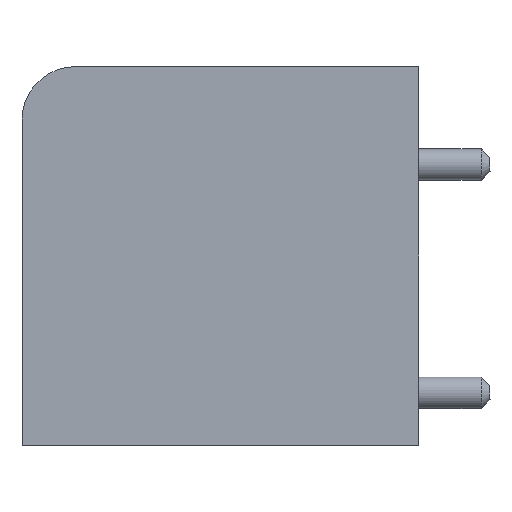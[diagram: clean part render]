
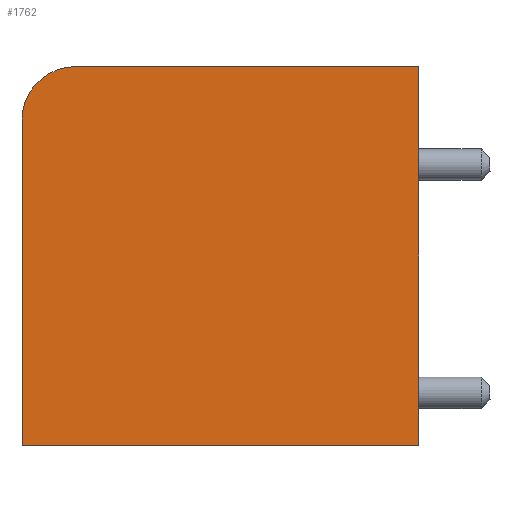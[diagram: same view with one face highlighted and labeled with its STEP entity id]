
A CAD part, left-side view. The second image highlights one B-rep face of the part: STEP entity #1762.
In plain terms, the highlighted planar face has unit normal (-1, 0, 0).
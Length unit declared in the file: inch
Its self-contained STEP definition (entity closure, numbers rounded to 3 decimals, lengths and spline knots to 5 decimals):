
#1=DIRECTION('',(0.,0.,-1.));
#2=VECTOR('',#1,0.85);
#3=CARTESIAN_POINT('',(-0.8,0.,0.476));
#4=LINE('',#3,#2);
#5=DIRECTION('',(0.,1.,0.));
#6=VECTOR('',#5,0.89);
#7=CARTESIAN_POINT('',(-0.8,0.,-0.374));
#8=LINE('',#7,#6);
#9=DIRECTION('',(0.,0.,1.));
#10=VECTOR('',#9,0.73);
#11=CARTESIAN_POINT('',(-0.8,0.89,-0.374));
#12=LINE('',#11,#10);
#13=CARTESIAN_POINT('',(-0.8,0.77,0.356));
#14=DIRECTION('',(1.,0.,0.));
#15=DIRECTION('',(0.,1.,0.));
#16=AXIS2_PLACEMENT_3D('',#13,#14,#15);
#18=DIRECTION('',(0.,-1.,0.));
#19=VECTOR('',#18,0.77);
#20=CARTESIAN_POINT('',(-0.8,0.77,0.476));
#21=LINE('',#20,#19);
#1367=CARTESIAN_POINT('',(-0.8,0.,0.476));
#1368=CARTESIAN_POINT('',(-0.8,0.,-0.374));
#1369=VERTEX_POINT('',#1367);
#1370=VERTEX_POINT('',#1368);
#1371=CARTESIAN_POINT('',(-0.8,0.89,-0.374));
#1372=VERTEX_POINT('',#1371);
#1373=CARTESIAN_POINT('',(-0.8,0.89,0.356));
#1374=VERTEX_POINT('',#1373);
#1375=CARTESIAN_POINT('',(-0.8,0.77,0.476));
#1376=VERTEX_POINT('',#1375);
#1745=CARTESIAN_POINT('',(-0.8,0.,0.));
#1746=DIRECTION('',(1.,0.,0.));
#1747=DIRECTION('',(0.,0.,-1.));
#1748=AXIS2_PLACEMENT_3D('',#1745,#1746,#1747);
#1749=PLANE('',#1748);
#1751=ORIENTED_EDGE('',*,*,#1750,.T.);
#1753=ORIENTED_EDGE('',*,*,#1752,.T.);
#1755=ORIENTED_EDGE('',*,*,#1754,.T.);
#1757=ORIENTED_EDGE('',*,*,#1756,.T.);
#1759=ORIENTED_EDGE('',*,*,#1758,.T.);
#1760=EDGE_LOOP('',(#1751,#1753,#1755,#1757,#1759));
#1761=FACE_OUTER_BOUND('',#1760,.F.);
#1762=ADVANCED_FACE('',(#1761),#1749,.F.);
#17=CIRCLE('',#16,0.12);
#1750=EDGE_CURVE('',#1369,#1370,#4,.T.);
#1752=EDGE_CURVE('',#1370,#1372,#8,.T.);
#1754=EDGE_CURVE('',#1372,#1374,#12,.T.);
#1756=EDGE_CURVE('',#1374,#1376,#17,.T.);
#1758=EDGE_CURVE('',#1376,#1369,#21,.T.);
